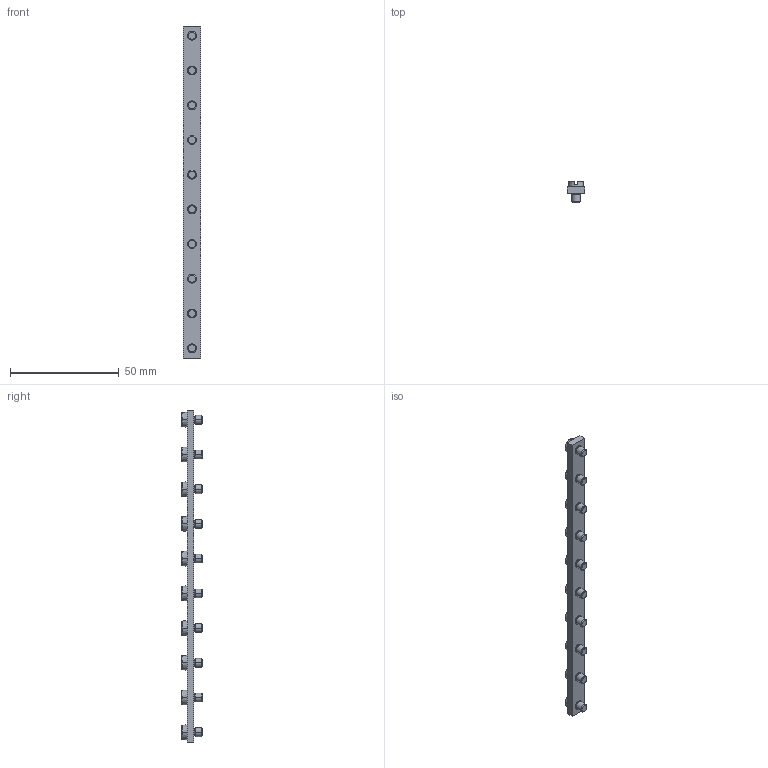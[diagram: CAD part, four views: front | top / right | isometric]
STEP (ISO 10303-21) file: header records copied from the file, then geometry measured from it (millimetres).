
FILE_DESCRIPTION((''),'2;1');
FILE_NAME('QS_RK35NR_GEN_ASM','2013-10-09T',('Carl'),(''),'PRO/ENGINEER BY PARAMETRIC TECHNOLOGY CORPORATION, 2013130','PRO/ENGINEER BY PARAMETRIC TECHNOLOGY CORPORATION, 2013130','');
FILE_SCHEMA(('CONFIG_CONTROL_DESIGN'));
Length unit declared in the file: millimetre
Products named in the file (4): QS_RK35NR_GEN_SKEL0001; QS_10_RK35NR; BS07; QS_RK35NR_GEN_ASM
Assembly tree (12 placements, depth 2):
  QS_RK35NR_GEN_ASM
    QS_RK35NR_GEN_SKEL0001
    QS_10_RK35NR
    BS07  x10
Bounding box: 8 x 9.5 x 153 mm (x, y, z)
Volume: 4761.7 mm3; surface area: 5781.4 mm2
Topology: 11 solids, 11 shells, 236 faces, 532 edges, 328 vertices
Faces by surface type: plane 76, cylinder 60, cone 60, torus 40
Entity records: 1682 total; most frequent: CARTESIAN_POINT 301, DIRECTION 300, ORIENTED_EDGE 236, AXIS2_PLACEMENT_3D 127, EDGE_CURVE 118, VERTEX_POINT 76, EDGE_LOOP 68, CIRCLE 64
